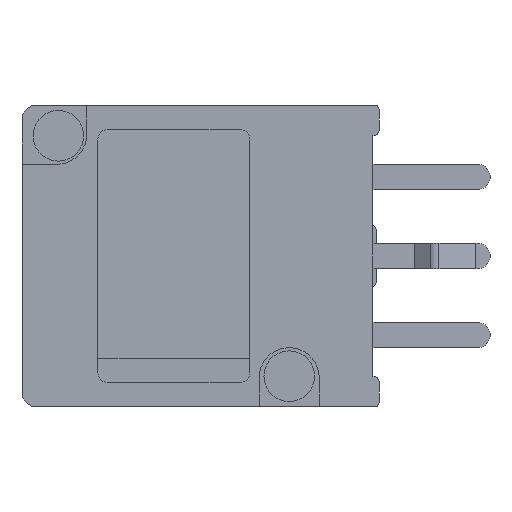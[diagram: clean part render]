
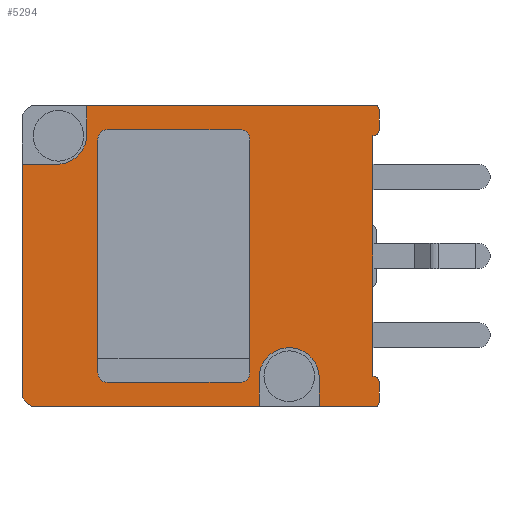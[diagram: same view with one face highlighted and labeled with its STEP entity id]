
A CAD part, left-side view. The second image highlights one B-rep face of the part: STEP entity #5294.
In plain terms, the highlighted planar face has unit normal (-1, 0, 0).
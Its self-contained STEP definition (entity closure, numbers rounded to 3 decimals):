
#41=CARTESIAN_POINT('',(0.,2.1,-3.7));
#42=DIRECTION('',(-1.,0.,0.));
#43=DIRECTION('',(0.,1.,0.));
#44=AXIS2_PLACEMENT_3D('',#41,#42,#43);
#46=DIRECTION('',(0.,-1.,0.));
#47=VECTOR('',#46,4.2);
#48=CARTESIAN_POINT('',(0.,2.1,-4.));
#49=LINE('',#48,#47);
#50=CARTESIAN_POINT('',(0.,-2.1,-3.7));
#51=DIRECTION('',(-1.,0.,0.));
#52=DIRECTION('',(0.,0.,-1.));
#53=AXIS2_PLACEMENT_3D('',#50,#51,#52);
#55=DIRECTION('',(0.,0.,1.));
#56=VECTOR('',#55,7.4);
#57=CARTESIAN_POINT('',(0.,-2.4,-3.7));
#58=LINE('',#57,#56);
#59=CARTESIAN_POINT('',(0.,-2.1,3.7));
#60=DIRECTION('',(-1.,0.,0.));
#61=DIRECTION('',(0.,-1.,0.));
#62=AXIS2_PLACEMENT_3D('',#59,#60,#61);
#64=DIRECTION('',(0.,1.,0.));
#65=VECTOR('',#64,4.2);
#66=CARTESIAN_POINT('',(0.,-2.1,4.));
#67=LINE('',#66,#65);
#68=CARTESIAN_POINT('',(0.,2.1,3.7));
#69=DIRECTION('',(-1.,0.,0.));
#70=DIRECTION('',(0.,0.,1.));
#71=AXIS2_PLACEMENT_3D('',#68,#69,#70);
#73=DIRECTION('',(0.,0.,-1.));
#74=VECTOR('',#73,7.4);
#75=CARTESIAN_POINT('',(0.,2.4,3.7));
#76=LINE('',#75,#74);
#77=DIRECTION('',(0.,-1.,0.));
#78=VECTOR('',#77,7.19);
#79=CARTESIAN_POINT('',(0.,4.49,-4.75));
#80=LINE('',#79,#78);
#81=CARTESIAN_POINT('',(0.,4.25,-4.2));
#82=DIRECTION('',(1.,0.,0.));
#83=DIRECTION('',(0.,0.4,-0.917));
#84=AXIS2_PLACEMENT_3D('',#81,#82,#83);
#86=DIRECTION('',(0.,0.,-1.));
#87=VECTOR('',#86,7.34);
#88=CARTESIAN_POINT('',(0.,4.8,2.9));
#89=LINE('',#88,#87);
#90=DIRECTION('',(0.,-1.,0.));
#91=VECTOR('',#90,1.1);
#92=CARTESIAN_POINT('',(0.,4.8,2.9));
#93=LINE('',#92,#91);
#94=CARTESIAN_POINT('',(0.,3.7,3.85));
#95=DIRECTION('',(-1.,0.,0.));
#96=DIRECTION('',(0.,0.,-1.));
#97=AXIS2_PLACEMENT_3D('',#94,#95,#96);
#99=DIRECTION('',(0.,0.,-1.));
#100=VECTOR('',#99,0.9);
#101=CARTESIAN_POINT('',(0.,2.75,4.75));
#102=LINE('',#101,#100);
#103=DIRECTION('',(0.,-1.,0.));
#104=VECTOR('',#103,9.182);
#105=CARTESIAN_POINT('',(0.,2.75,4.75));
#106=LINE('',#105,#104);
#107=DIRECTION('',(0.,0.,-1.));
#108=VECTOR('',#107,7.6);
#109=CARTESIAN_POINT('',(0.,-6.3,3.8));
#110=LINE('',#109,#108);
#111=DIRECTION('',(0.,-1.,0.));
#112=VECTOR('',#111,1.832);
#113=CARTESIAN_POINT('',(0.,-4.6,-4.75));
#114=LINE('',#113,#112);
#115=DIRECTION('',(0.,0.,1.));
#116=VECTOR('',#115,0.9);
#117=CARTESIAN_POINT('',(0.,-4.6,-4.75));
#118=LINE('',#117,#116);
#119=CARTESIAN_POINT('',(0.,-3.65,-3.85));
#120=DIRECTION('',(-1.,0.,0.));
#121=DIRECTION('',(0.,-1.,0.));
#122=AXIS2_PLACEMENT_3D('',#119,#120,#121);
#124=DIRECTION('',(0.,0.,1.));
#125=VECTOR('',#124,0.9);
#126=CARTESIAN_POINT('',(0.,-2.7,-4.75));
#127=LINE('',#126,#125);
#3215=CARTESIAN_POINT('',(0.,-6.3,-4.6));
#3216=DIRECTION('',(-1.,0.,0.));
#3217=DIRECTION('',(0.,-0.661,-0.75));
#3218=AXIS2_PLACEMENT_3D('',#3215,#3216,#3217);
#3237=DIRECTION('',(0.,0.,-1.));
#3238=VECTOR('',#3237,0.6);
#3239=CARTESIAN_POINT('',(0.,-6.5,4.6));
#3240=LINE('',#3239,#3238);
#3249=DIRECTION('',(0.,0.,-1.));
#3250=VECTOR('',#3249,0.6);
#3251=CARTESIAN_POINT('',(0.,-6.5,-4.));
#3252=LINE('',#3251,#3250);
#3565=CARTESIAN_POINT('',(0.,-6.3,4.));
#3566=DIRECTION('',(-1.,0.,0.));
#3567=DIRECTION('',(0.,0.,-1.));
#3568=AXIS2_PLACEMENT_3D('',#3565,#3566,#3567);
#3587=CARTESIAN_POINT('',(0.,-6.3,4.6));
#3588=DIRECTION('',(-1.,0.,0.));
#3589=DIRECTION('',(0.,-1.,0.));
#3590=AXIS2_PLACEMENT_3D('',#3587,#3588,#3589);
#3692=CARTESIAN_POINT('',(0.,-6.3,-4.));
#3693=DIRECTION('',(-1.,0.,0.));
#3694=DIRECTION('',(0.,-1.,0.));
#3695=AXIS2_PLACEMENT_3D('',#3692,#3693,#3694);
#4459=CARTESIAN_POINT('',(0.,-6.3,3.8));
#4460=VERTEX_POINT('',#4459);
#4461=CARTESIAN_POINT('',(0.,-6.5,4.));
#4462=VERTEX_POINT('',#4461);
#4464=CARTESIAN_POINT('',(0.,-6.5,4.6));
#4466=VERTEX_POINT('',#4464);
#4467=CARTESIAN_POINT('',(0.,-6.5,-4.));
#4468=CARTESIAN_POINT('',(0.,-6.3,-3.8));
#4469=VERTEX_POINT('',#4467);
#4470=VERTEX_POINT('',#4468);
#4475=CARTESIAN_POINT('',(0.,-6.5,-4.6));
#4477=VERTEX_POINT('',#4475);
#4523=CARTESIAN_POINT('',(0.,3.7,2.9));
#4524=CARTESIAN_POINT('',(0.,2.75,3.85));
#4525=VERTEX_POINT('',#4523);
#4526=VERTEX_POINT('',#4524);
#4527=CARTESIAN_POINT('',(0.,-4.6,-3.85));
#4528=CARTESIAN_POINT('',(0.,-2.7,-3.85));
#4529=VERTEX_POINT('',#4527);
#4530=VERTEX_POINT('',#4528);
#4571=CARTESIAN_POINT('',(0.,2.4,-3.7));
#4572=CARTESIAN_POINT('',(0.,2.1,-4.));
#4573=VERTEX_POINT('',#4571);
#4574=VERTEX_POINT('',#4572);
#4575=CARTESIAN_POINT('',(0.,-2.1,-4.));
#4576=VERTEX_POINT('',#4575);
#4577=CARTESIAN_POINT('',(0.,-2.4,-3.7));
#4578=VERTEX_POINT('',#4577);
#4579=CARTESIAN_POINT('',(0.,-2.4,3.7));
#4580=VERTEX_POINT('',#4579);
#4581=CARTESIAN_POINT('',(0.,-2.1,4.));
#4582=VERTEX_POINT('',#4581);
#4583=CARTESIAN_POINT('',(0.,2.1,4.));
#4584=VERTEX_POINT('',#4583);
#4585=CARTESIAN_POINT('',(0.,2.4,3.7));
#4586=VERTEX_POINT('',#4585);
#4968=CARTESIAN_POINT('',(0.,4.8,2.9));
#4969=CARTESIAN_POINT('',(0.,4.8,-4.44));
#4970=VERTEX_POINT('',#4968);
#4971=VERTEX_POINT('',#4969);
#5048=CARTESIAN_POINT('',(0.,4.49,-4.75));
#5049=CARTESIAN_POINT('',(0.,-2.7,-4.75));
#5050=VERTEX_POINT('',#5048);
#5051=VERTEX_POINT('',#5049);
#5052=CARTESIAN_POINT('',(0.,-4.6,-4.75));
#5053=CARTESIAN_POINT('',(0.,-6.432,-4.75));
#5054=VERTEX_POINT('',#5052);
#5055=VERTEX_POINT('',#5053);
#5056=CARTESIAN_POINT('',(0.,2.75,4.75));
#5057=CARTESIAN_POINT('',(0.,-6.432,4.75));
#5058=VERTEX_POINT('',#5056);
#5059=VERTEX_POINT('',#5057);
#5234=CARTESIAN_POINT('',(0.,0.,0.));
#5235=DIRECTION('',(1.,0.,0.));
#5236=DIRECTION('',(0.,-1.,0.));
#5237=AXIS2_PLACEMENT_3D('',#5234,#5235,#5236);
#5238=PLANE('',#5237);
#5240=ORIENTED_EDGE('',*,*,#5239,.F.);
#5242=ORIENTED_EDGE('',*,*,#5241,.T.);
#5243=ORIENTED_EDGE('',*,*,#5196,.F.);
#5245=ORIENTED_EDGE('',*,*,#5244,.T.);
#5247=ORIENTED_EDGE('',*,*,#5246,.T.);
#5249=ORIENTED_EDGE('',*,*,#5248,.F.);
#5251=ORIENTED_EDGE('',*,*,#5250,.T.);
#5253=ORIENTED_EDGE('',*,*,#5252,.F.);
#5255=ORIENTED_EDGE('',*,*,#5254,.T.);
#5257=ORIENTED_EDGE('',*,*,#5256,.F.);
#5259=ORIENTED_EDGE('',*,*,#5258,.T.);
#5261=ORIENTED_EDGE('',*,*,#5260,.F.);
#5263=ORIENTED_EDGE('',*,*,#5262,.T.);
#5265=ORIENTED_EDGE('',*,*,#5264,.F.);
#5267=ORIENTED_EDGE('',*,*,#5266,.F.);
#5269=ORIENTED_EDGE('',*,*,#5268,.T.);
#5271=ORIENTED_EDGE('',*,*,#5270,.T.);
#5273=ORIENTED_EDGE('',*,*,#5272,.F.);
#5274=EDGE_LOOP('',(#5240,#5242,#5243,#5245,#5247,#5249,#5251,#5253,#5255,#5257,
#5259,#5261,#5263,#5265,#5267,#5269,#5271,#5273));
#5275=FACE_OUTER_BOUND('',#5274,.F.);
#5277=ORIENTED_EDGE('',*,*,#5276,.T.);
#5279=ORIENTED_EDGE('',*,*,#5278,.T.);
#5281=ORIENTED_EDGE('',*,*,#5280,.T.);
#5283=ORIENTED_EDGE('',*,*,#5282,.T.);
#5285=ORIENTED_EDGE('',*,*,#5284,.T.);
#5287=ORIENTED_EDGE('',*,*,#5286,.T.);
#5289=ORIENTED_EDGE('',*,*,#5288,.T.);
#5291=ORIENTED_EDGE('',*,*,#5290,.T.);
#5292=EDGE_LOOP('',(#5277,#5279,#5281,#5283,#5285,#5287,#5289,#5291));
#5293=FACE_BOUND('',#5292,.F.);
#45=CIRCLE('',#44,0.3);
#54=CIRCLE('',#53,0.3);
#63=CIRCLE('',#62,0.3);
#72=CIRCLE('',#71,0.3);
#85=CIRCLE('',#84,0.6);
#98=CIRCLE('',#97,0.95);
#123=CIRCLE('',#122,0.95);
#3219=CIRCLE('',#3218,0.2);
#3569=CIRCLE('',#3568,0.2);
#3591=CIRCLE('',#3590,0.2);
#3696=CIRCLE('',#3695,0.2);
#5196=EDGE_CURVE('',#4970,#4971,#89,.T.);
#5239=EDGE_CURVE('',#5050,#5051,#80,.T.);
#5241=EDGE_CURVE('',#5050,#4971,#85,.T.);
#5244=EDGE_CURVE('',#4970,#4525,#93,.T.);
#5246=EDGE_CURVE('',#4525,#4526,#98,.T.);
#5248=EDGE_CURVE('',#5058,#4526,#102,.T.);
#5250=EDGE_CURVE('',#5058,#5059,#106,.T.);
#5252=EDGE_CURVE('',#4466,#5059,#3591,.T.);
#5254=EDGE_CURVE('',#4466,#4462,#3240,.T.);
#5256=EDGE_CURVE('',#4460,#4462,#3569,.T.);
#5258=EDGE_CURVE('',#4460,#4470,#110,.T.);
#5260=EDGE_CURVE('',#4469,#4470,#3696,.T.);
#5262=EDGE_CURVE('',#4469,#4477,#3252,.T.);
#5264=EDGE_CURVE('',#5055,#4477,#3219,.T.);
#5266=EDGE_CURVE('',#5054,#5055,#114,.T.);
#5268=EDGE_CURVE('',#5054,#4529,#118,.T.);
#5270=EDGE_CURVE('',#4529,#4530,#123,.T.);
#5272=EDGE_CURVE('',#5051,#4530,#127,.T.);
#5276=EDGE_CURVE('',#4573,#4574,#45,.T.);
#5278=EDGE_CURVE('',#4574,#4576,#49,.T.);
#5280=EDGE_CURVE('',#4576,#4578,#54,.T.);
#5282=EDGE_CURVE('',#4578,#4580,#58,.T.);
#5284=EDGE_CURVE('',#4580,#4582,#63,.T.);
#5286=EDGE_CURVE('',#4582,#4584,#67,.T.);
#5288=EDGE_CURVE('',#4584,#4586,#72,.T.);
#5290=EDGE_CURVE('',#4586,#4573,#76,.T.);
#5294=ADVANCED_FACE('',(#5275,#5293),#5238,.F.);
